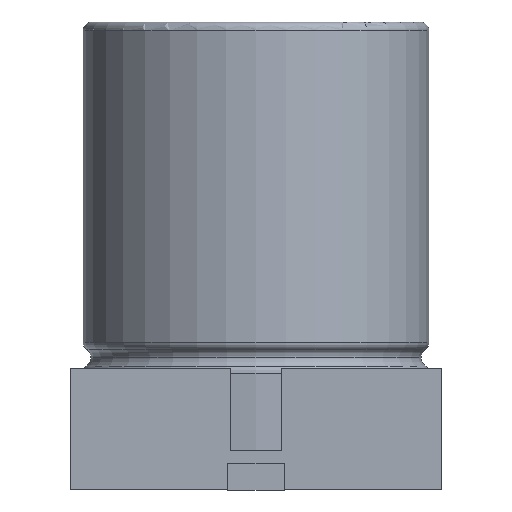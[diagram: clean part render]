
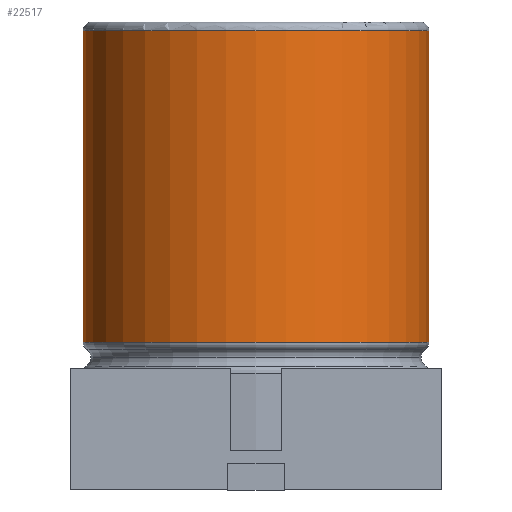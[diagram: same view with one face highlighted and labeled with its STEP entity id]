
A CAD part, front view. The second image highlights one B-rep face of the part: STEP entity #22517.
In plain terms, the highlighted cylindrical face has radius 2 mm (diameter 4 mm), a partial arc.
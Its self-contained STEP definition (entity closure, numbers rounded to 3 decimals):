
#9064=DIRECTION('',(0.,0.,1.));
#9065=VECTOR('',#9064,3.603);
#9066=CARTESIAN_POINT('',(-2.,0.,1.697));
#9067=LINE('',#9066,#9065);
#9103=CARTESIAN_POINT('',(0.,0.,5.3));
#9104=DIRECTION('',(0.,0.,1.));
#9105=DIRECTION('',(-1.,0.,0.));
#9106=AXIS2_PLACEMENT_3D('',#9103,#9104,#9105);
#10780=DIRECTION('',(0.,0.,1.));
#10781=VECTOR('',#10780,3.603);
#10782=CARTESIAN_POINT('',(2.,0.,1.697));
#10783=LINE('',#10782,#10781);
#10803=CARTESIAN_POINT('',(0.,0.,1.697));
#10804=DIRECTION('',(0.,0.,-1.));
#10805=DIRECTION('',(1.,0.,0.));
#10806=AXIS2_PLACEMENT_3D('',#10803,#10804,#10805);
#10899=CARTESIAN_POINT('',(-2.,0.,1.697));
#10900=CARTESIAN_POINT('',(2.,0.,1.697));
#10901=VERTEX_POINT('',#10899);
#10902=VERTEX_POINT('',#10900);
#10923=CARTESIAN_POINT('',(2.,0.,5.3));
#10924=CARTESIAN_POINT('',(-2.,0.,5.3));
#10925=VERTEX_POINT('',#10923);
#10926=VERTEX_POINT('',#10924);
#22505=CARTESIAN_POINT('',(0.,0.,5.4));
#22506=DIRECTION('',(0.,0.,-1.));
#22507=DIRECTION('',(-1.,0.,0.));
#22508=AXIS2_PLACEMENT_3D('',#22505,#22506,#22507);
#22509=CYLINDRICAL_SURFACE('',#22508,2.);
#22510=ORIENTED_EDGE('',*,*,#20923,.F.);
#22512=ORIENTED_EDGE('',*,*,#22511,.T.);
#22513=ORIENTED_EDGE('',*,*,#20920,.T.);
#22514=ORIENTED_EDGE('',*,*,#20970,.T.);
#22515=EDGE_LOOP('',(#22510,#22512,#22513,#22514));
#22516=FACE_OUTER_BOUND('',#22515,.F.);
#9107=CIRCLE('',#9106,2.);
#10807=CIRCLE('',#10806,2.);
#20920=EDGE_CURVE('',#10901,#10926,#9067,.T.);
#20923=EDGE_CURVE('',#10902,#10925,#10783,.T.);
#20970=EDGE_CURVE('',#10926,#10925,#9107,.T.);
#22511=EDGE_CURVE('',#10902,#10901,#10807,.T.);
#22517=ADVANCED_FACE('',(#22516),#22509,.T.);
